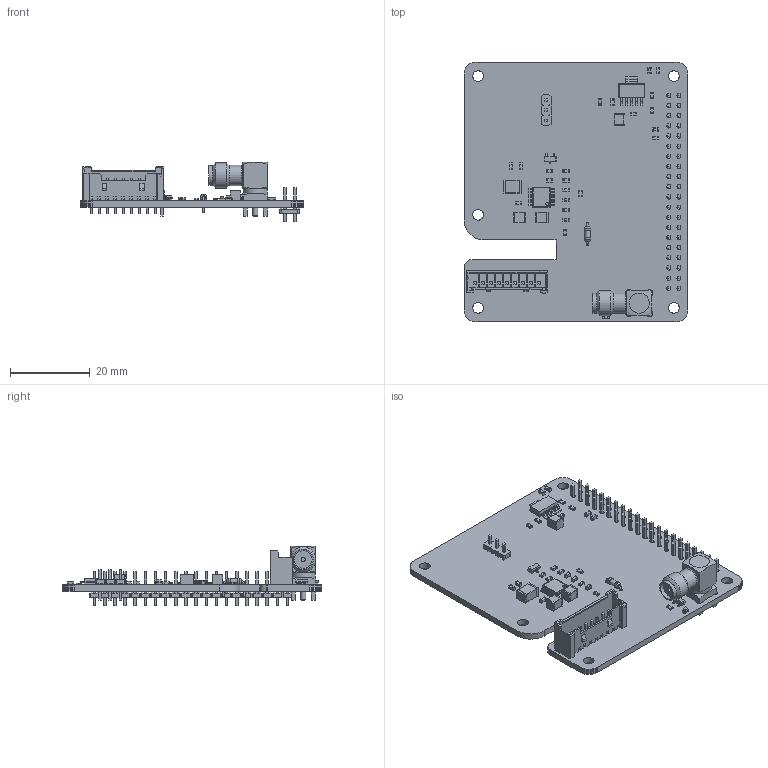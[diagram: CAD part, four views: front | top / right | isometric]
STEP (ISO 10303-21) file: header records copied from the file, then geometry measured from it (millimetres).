
FILE_DESCRIPTION(('KiCad electronic assembly'),'2;1');
FILE_NAME('RPi_interface_25Mar18.step','2025-03-18T16:59:54',('Pcbnew'), ('Kicad'),'Open CASCADE STEP processor 7.8','KiCad to STEP converter', 'Unknown');
FILE_SCHEMA(('AUTOMOTIVE_DESIGN { 1 0 10303 214 1 1 1 1 }'));
Length unit declared in the file: millimetre
Products named in the file (28): RPi_interface_25Mar18 1; R_0603_1608Metric; SOT-23; SOT_23; C_0603_1608Metric; TPS7A4501DCQT; (Unsaved); C_1210_3225Metric; 35362-0950; L_1812_4532Metric; LED_0603_1608Metric; PWP0014E; R_Axial_DIN0204_L3.6mm_D1.6mm_P5.08mm_Horizontal; R_Axial_DIN0204_L36mm_D16mm_P508mm_Horizontal; SMA_901-144-horizontal; MTLW-103-06-G-S-097; MTLW-120-05-G-D-080; _autosave-RPi_interface_PCB
Assembly tree (51 placements, depth 3):
  RPi_interface_25Mar18 1
    R_0603_1608Metric  x12
      R_0603_1608Metric
    SOT-23  x2
      SOT_23
    C_0603_1608Metric  x11
      C_0603_1608Metric
    TPS7A4501DCQT
      (Unsaved)
    C_1210_3225Metric  x3
      C_1210_3225Metric
    35362-0950
      (Unsaved)
    L_1812_4532Metric
      L_1812_4532Metric
    LED_0603_1608Metric
      LED_0603_1608Metric
    PWP0014E
      (Unsaved)
    R_Axial_DIN0204_L3.6mm_D1.6mm_P5.08mm_Horizontal
      R_Axial_DIN0204_L36mm_D16mm_P508mm_Horizontal
    SMA_901-144-horizontal
      (Unsaved)
    MTLW-103-06-G-S-097
      MTLW-103-06-G-S-097
    MTLW-120-05-G-D-080
      MTLW-120-05-G-D-080
    _autosave-RPi_interface_PCB
Bounding box: 56 x 65 x 14.86 mm (x, y, z)
Volume: 7050 mm3; surface area: 12017.9 mm2
Topology: 61 solids, 61 shells, 2953 faces, 7709 edges, 5034 vertices
Faces by surface type: plane 2383, cylinder 497, bspline 57, sphere 8, torus 5, cone 3
Full cylindrical faces by diameter (mm): 0.5 x2, 0.7 x2, 0.8 x10, 1 x44, 1.1 x1, 1.27 x1, 1.44 x1, 1.5 x1, 1.6 x2, 1.7 x4, 2.7 x5, 4.4 x1, 5 x2, 5.08 x1, 6 x1, 6.35 x1
Entity records: 72039 total; most frequent: CARTESIAN_POINT 12688, ORIENTED_EDGE 11834, DIRECTION 10925, EDGE_CURVE 5917, LINE 5323, VECTOR 5323, VERTEX_POINT 3868, AXIS2_PLACEMENT_3D 2801
